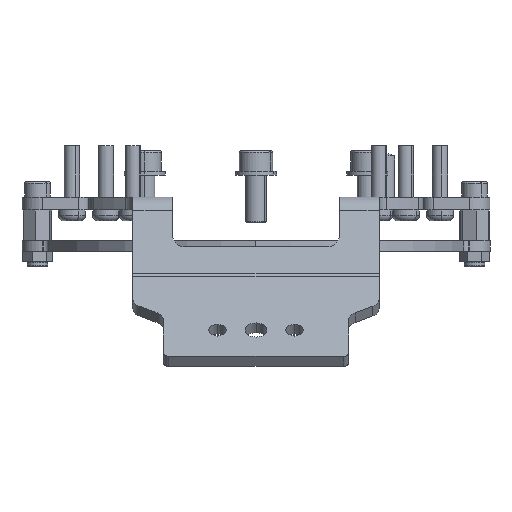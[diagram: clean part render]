
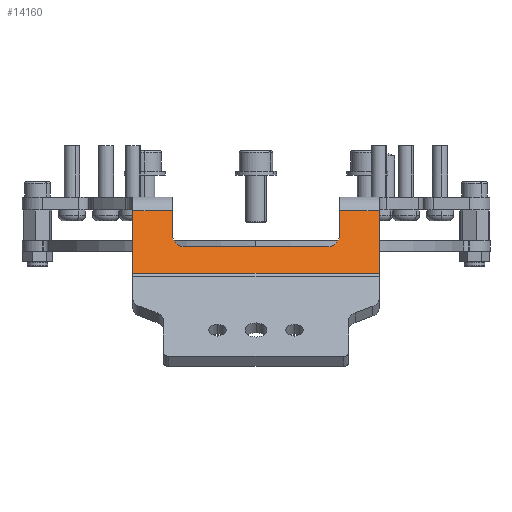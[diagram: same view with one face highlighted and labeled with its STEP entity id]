
A CAD part, front view. The second image highlights one B-rep face of the part: STEP entity #14160.
In plain terms, the highlighted planar face has unit normal (0, -0.94, 0.342).
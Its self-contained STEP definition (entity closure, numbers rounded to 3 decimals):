
#490 = LINE ( 'NONE', #3908, #17704 ) ;
#604 = DIRECTION ( 'NONE',  ( 0., -0.342, -0.94 ) ) ;
#1173 = ORIENTED_EDGE ( 'NONE', *, *, #3644, .F. ) ;
#1938 = CARTESIAN_POINT ( 'NONE',  ( 185., -79.698, 2582.71 ) ) ;
#1983 = AXIS2_PLACEMENT_3D ( 'NONE', #1938, #10115, #6738 ) ;
#2199 = ORIENTED_EDGE ( 'NONE', *, *, #8925, .F. ) ;
#2577 = LINE ( 'NONE', #7374, #7953 ) ;
#2958 = EDGE_CURVE ( 'NONE', #8008, #10403, #16277, .T. ) ;
#3026 = CIRCLE ( 'NONE', #15209, 5. ) ;
#3212 = CARTESIAN_POINT ( 'NONE',  ( 185., -85.547, 2566.641 ) ) ;
#3644 = EDGE_CURVE ( 'NONE', #7417, #9998, #14767, .T. ) ;
#3908 = CARTESIAN_POINT ( 'NONE',  ( 202.1, -95.912, 2538.163 ) ) ;
#4458 = CARTESIAN_POINT ( 'NONE',  ( 297.9, -80.417, 2580.736 ) ) ;
#4604 = LINE ( 'NONE', #17710, #8528 ) ;
#4806 = EDGE_CURVE ( 'NONE', #10646, #14531, #2577, .T. ) ;
#4971 = VERTEX_POINT ( 'NONE', #4458 ) ;
#5155 = CARTESIAN_POINT ( 'NONE',  ( 282.5, -80.417, 2580.736 ) ) ;
#5333 = EDGE_CURVE ( 'NONE', #8488, #8238, #490, .T. ) ;
#5377 = ORIENTED_EDGE ( 'NONE', *, *, #11477, .F. ) ;
#5427 = ORIENTED_EDGE ( 'NONE', *, *, #4806, .F. ) ;
#5925 = CARTESIAN_POINT ( 'NONE',  ( 297.9, -79.698, 2582.71 ) ) ;
#6167 = VECTOR ( 'NONE', #19953, 1000. ) ;
#6564 = CARTESIAN_POINT ( 'NONE',  ( 222.5, -85.547, 2566.641 ) ) ;
#6738 = DIRECTION ( 'NONE',  ( 0., 0.342, 0.94 ) ) ;
#6951 = CARTESIAN_POINT ( 'NONE',  ( 282.5, -79.698, 2582.71 ) ) ;
#7063 = DIRECTION ( 'NONE',  ( 0., 0.342, 0.94 ) ) ;
#7246 = CARTESIAN_POINT ( 'NONE',  ( 277.5, -85.547, 2566.641 ) ) ;
#7374 = CARTESIAN_POINT ( 'NONE',  ( 217.5, -79.698, 2582.71 ) ) ;
#7417 = VERTEX_POINT ( 'NONE', #16846 ) ;
#7443 = CARTESIAN_POINT ( 'NONE',  ( 297.9, -89.241, 2556.493 ) ) ;
#7510 = DIRECTION ( 'NONE',  ( 0., 0.342, 0.94 ) ) ;
#7555 = EDGE_CURVE ( 'NONE', #4971, #19461, #20647, .T. ) ;
#7881 = DIRECTION ( 'NONE',  ( 0., 0.342, 0.94 ) ) ;
#7953 = VECTOR ( 'NONE', #18823, 1000. ) ;
#8008 = VERTEX_POINT ( 'NONE', #6564 ) ;
#8205 = CARTESIAN_POINT ( 'NONE',  ( 217.5, -80.417, 2580.736 ) ) ;
#8207 = CIRCLE ( 'NONE', #20351, 5. ) ;
#8238 = VERTEX_POINT ( 'NONE', #9153 ) ;
#8488 = VERTEX_POINT ( 'NONE', #9866 ) ;
#8528 = VECTOR ( 'NONE', #14488, 1000. ) ;
#8925 = EDGE_CURVE ( 'NONE', #9998, #4971, #21091, .T. ) ;
#9153 = CARTESIAN_POINT ( 'NONE',  ( 202.1, -80.417, 2580.736 ) ) ;
#9471 = EDGE_CURVE ( 'NONE', #8488, #19461, #19751, .T. ) ;
#9866 = CARTESIAN_POINT ( 'NONE',  ( 202.1, -89.241, 2556.493 ) ) ;
#9998 = VERTEX_POINT ( 'NONE', #5155 ) ;
#10016 = PLANE ( 'NONE',  #1983 ) ;
#10100 = ORIENTED_EDGE ( 'NONE', *, *, #7555, .F. ) ;
#10115 = DIRECTION ( 'NONE',  ( 0., -0.94, 0.342 ) ) ;
#10285 = ORIENTED_EDGE ( 'NONE', *, *, #5333, .F. ) ;
#10403 = VERTEX_POINT ( 'NONE', #7246 ) ;
#10646 = VERTEX_POINT ( 'NONE', #8205 ) ;
#10836 = ORIENTED_EDGE ( 'NONE', *, *, #12123, .T. ) ;
#10926 = DIRECTION ( 'NONE',  ( 0., 0.342, 0.94 ) ) ;
#11016 = DIRECTION ( 'NONE',  ( 0., 0.94, -0.342 ) ) ;
#11477 = EDGE_CURVE ( 'NONE', #8238, #10646, #4604, .T. ) ;
#11964 = VECTOR ( 'NONE', #7063, 1000. ) ;
#11968 = FACE_OUTER_BOUND ( 'NONE', #18280, .T. ) ;
#12123 = EDGE_CURVE ( 'NONE', #7417, #10403, #8207, .T. ) ;
#12579 = DIRECTION ( 'NONE',  ( 0., 0.94, -0.342 ) ) ;
#12755 = CARTESIAN_POINT ( 'NONE',  ( 277.5, -83.837, 2571.339 ) ) ;
#13435 = ORIENTED_EDGE ( 'NONE', *, *, #19590, .T. ) ;
#14050 = VECTOR ( 'NONE', #14663, 1000. ) ;
#14111 = VECTOR ( 'NONE', #20866, 1000. ) ;
#14160 = ADVANCED_FACE ( 'NONE', ( #11968 ), #10016, .T. ) ;
#14488 = DIRECTION ( 'NONE',  ( 1., 0., 0. ) ) ;
#14531 = VERTEX_POINT ( 'NONE', #20087 ) ;
#14663 = DIRECTION ( 'NONE',  ( 1., 0., 0. ) ) ;
#14767 = LINE ( 'NONE', #6951, #11964 ) ;
#15209 = AXIS2_PLACEMENT_3D ( 'NONE', #20840, #12579, #7881 ) ;
#16277 = LINE ( 'NONE', #3212, #14050 ) ;
#16305 = ORIENTED_EDGE ( 'NONE', *, *, #9471, .T. ) ;
#16846 = CARTESIAN_POINT ( 'NONE',  ( 282.5, -83.837, 2571.339 ) ) ;
#17089 = ORIENTED_EDGE ( 'NONE', *, *, #2958, .F. ) ;
#17105 = VECTOR ( 'NONE', #604, 1000. ) ;
#17704 = VECTOR ( 'NONE', #10926, 1000. ) ;
#17710 = CARTESIAN_POINT ( 'NONE',  ( 185., -80.417, 2580.736 ) ) ;
#18280 = EDGE_LOOP ( 'NONE', ( #16305, #10100, #2199, #1173, #10836, #17089, #13435, #5427, #5377, #10285 ) ) ;
#18823 = DIRECTION ( 'NONE',  ( 0., -0.342, -0.94 ) ) ;
#19233 = CARTESIAN_POINT ( 'NONE',  ( 185., -80.417, 2580.736 ) ) ;
#19461 = VERTEX_POINT ( 'NONE', #7443 ) ;
#19590 = EDGE_CURVE ( 'NONE', #8008, #14531, #3026, .T. ) ;
#19751 = LINE ( 'NONE', #21527, #6167 ) ;
#19953 = DIRECTION ( 'NONE',  ( 1., 0., 0. ) ) ;
#20087 = CARTESIAN_POINT ( 'NONE',  ( 217.5, -83.837, 2571.339 ) ) ;
#20351 = AXIS2_PLACEMENT_3D ( 'NONE', #12755, #11016, #7510 ) ;
#20647 = LINE ( 'NONE', #5925, #17105 ) ;
#20840 = CARTESIAN_POINT ( 'NONE',  ( 222.5, -83.837, 2571.339 ) ) ;
#20866 = DIRECTION ( 'NONE',  ( 1., 0., 0. ) ) ;
#21091 = LINE ( 'NONE', #19233, #14111 ) ;
#21527 = CARTESIAN_POINT ( 'NONE',  ( 185., -89.241, 2556.493 ) ) ;
